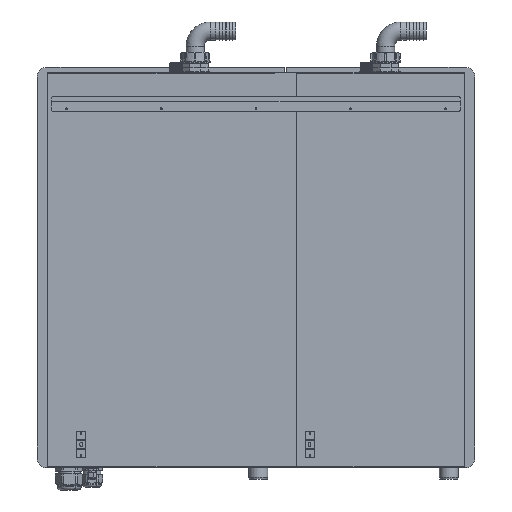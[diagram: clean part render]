
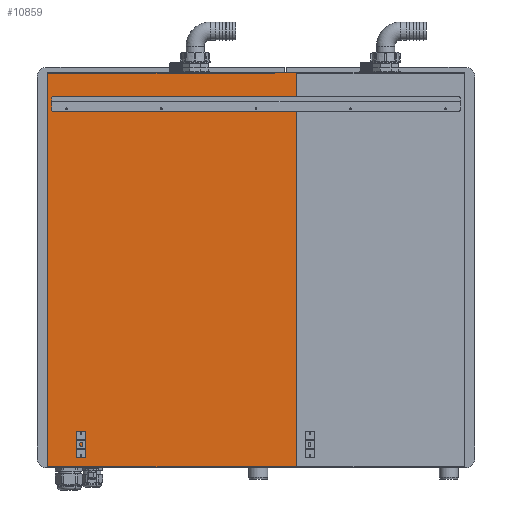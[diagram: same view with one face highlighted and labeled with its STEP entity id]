
A CAD part, left-side view. The second image highlights one B-rep face of the part: STEP entity #10859.
In plain terms, the highlighted planar face has unit normal (-1, 0, 0).
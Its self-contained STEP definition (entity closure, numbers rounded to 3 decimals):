
#463=DIRECTION('',(0.,0.,-1.));
#464=VECTOR('',#463,14.9);
#465=CARTESIAN_POINT('',(-181.5,250.5,-271.65));
#466=LINE('',#465,#464);
#467=DIRECTION('',(0.,-1.,0.));
#468=VECTOR('',#467,20.);
#469=CARTESIAN_POINT('',(-181.5,250.5,-286.55));
#470=LINE('',#469,#468);
#471=DIRECTION('',(0.,0.,-1.));
#472=VECTOR('',#471,14.9);
#473=CARTESIAN_POINT('',(-181.5,230.5,-271.65));
#474=LINE('',#473,#472);
#475=CARTESIAN_POINT('',(-181.5,232.5,-271.65));
#476=DIRECTION('',(-1.,0.,0.));
#477=DIRECTION('',(0.,-1.,0.));
#478=AXIS2_PLACEMENT_3D('',#475,#476,#477);
#480=DIRECTION('',(0.,-1.,0.));
#481=VECTOR('',#480,16.);
#482=CARTESIAN_POINT('',(-181.5,248.5,-269.65));
#483=LINE('',#482,#481);
#484=CARTESIAN_POINT('',(-181.5,248.5,-271.65));
#485=DIRECTION('',(-1.,0.,0.));
#486=DIRECTION('',(0.,0.,1.));
#487=AXIS2_PLACEMENT_3D('',#484,#485,#486);
#489=DIRECTION('',(0.,0.,-1.));
#490=VECTOR('',#489,14.9);
#491=CARTESIAN_POINT('',(-181.5,250.5,-306.75));
#492=LINE('',#491,#490);
#493=CARTESIAN_POINT('',(-181.5,248.5,-321.65));
#494=DIRECTION('',(-1.,0.,0.));
#495=DIRECTION('',(0.,1.,0.));
#496=AXIS2_PLACEMENT_3D('',#493,#494,#495);
#498=DIRECTION('',(0.,-1.,0.));
#499=VECTOR('',#498,16.);
#500=CARTESIAN_POINT('',(-181.5,248.5,-323.65));
#501=LINE('',#500,#499);
#502=CARTESIAN_POINT('',(-181.5,232.5,-321.65));
#503=DIRECTION('',(-1.,0.,0.));
#504=DIRECTION('',(0.,0.,-1.));
#505=AXIS2_PLACEMENT_3D('',#502,#503,#504);
#507=DIRECTION('',(0.,0.,-1.));
#508=VECTOR('',#507,14.9);
#509=CARTESIAN_POINT('',(-181.5,230.5,-306.75));
#510=LINE('',#509,#508);
#511=DIRECTION('',(0.,-1.,0.));
#512=VECTOR('',#511,20.);
#513=CARTESIAN_POINT('',(-181.5,250.5,-306.75));
#514=LINE('',#513,#512);
#535=DIRECTION('',(0.,1.,0.));
#536=VECTOR('',#535,47.);
#537=CARTESIAN_POINT('',(-181.5,-214.5,-343.9));
#538=LINE('',#537,#536);
#539=DIRECTION('',(0.,0.,-1.));
#540=VECTOR('',#539,0.2);
#541=CARTESIAN_POINT('',(-181.5,-167.5,-343.7));
#542=LINE('',#541,#540);
#543=DIRECTION('',(0.,1.,0.));
#544=VECTOR('',#543,478.9);
#545=CARTESIAN_POINT('',(-181.5,-167.5,-343.7));
#546=LINE('',#545,#544);
#547=DIRECTION('',(0.,0.,1.));
#548=VECTOR('',#547,830.5);
#549=CARTESIAN_POINT('',(-181.5,311.4,-343.7));
#550=LINE('',#549,#548);
#551=DIRECTION('',(0.,1.,0.));
#552=VECTOR('',#551,478.9);
#553=CARTESIAN_POINT('',(-181.5,-167.5,486.8));
#554=LINE('',#553,#552);
#555=DIRECTION('',(0.,0.,-1.));
#556=VECTOR('',#555,1.2);
#557=CARTESIAN_POINT('',(-181.5,-167.5,488.));
#558=LINE('',#557,#556);
#976=DIRECTION('',(0.,0.,-1.));
#977=VECTOR('',#976,831.9);
#978=CARTESIAN_POINT('',(-181.5,-214.5,488.));
#979=LINE('',#978,#977);
#980=DIRECTION('',(0.,-1.,0.));
#981=VECTOR('',#980,47.);
#982=CARTESIAN_POINT('',(-181.5,-167.5,488.));
#983=LINE('',#982,#981);
#8281=CARTESIAN_POINT('',(-181.5,311.4,-343.7));
#8282=CARTESIAN_POINT('',(-181.5,311.4,486.8));
#8283=VERTEX_POINT('',#8281);
#8284=VERTEX_POINT('',#8282);
#8453=CARTESIAN_POINT('',(-181.5,250.5,-271.65));
#8454=CARTESIAN_POINT('',(-181.5,250.5,-286.55));
#8455=VERTEX_POINT('',#8453);
#8456=VERTEX_POINT('',#8454);
#8457=CARTESIAN_POINT('',(-181.5,248.5,-269.65));
#8458=CARTESIAN_POINT('',(-181.5,232.5,-269.65));
#8459=VERTEX_POINT('',#8457);
#8460=VERTEX_POINT('',#8458);
#8461=CARTESIAN_POINT('',(-181.5,230.5,-271.65));
#8462=CARTESIAN_POINT('',(-181.5,230.5,-286.55));
#8463=VERTEX_POINT('',#8461);
#8464=VERTEX_POINT('',#8462);
#8465=CARTESIAN_POINT('',(-181.5,250.5,-306.75));
#8466=CARTESIAN_POINT('',(-181.5,250.5,-321.65));
#8467=VERTEX_POINT('',#8465);
#8468=VERTEX_POINT('',#8466);
#8469=CARTESIAN_POINT('',(-181.5,230.5,-306.75));
#8470=CARTESIAN_POINT('',(-181.5,230.5,-321.65));
#8471=VERTEX_POINT('',#8469);
#8472=VERTEX_POINT('',#8470);
#8473=CARTESIAN_POINT('',(-181.5,248.5,-323.65));
#8474=CARTESIAN_POINT('',(-181.5,232.5,-323.65));
#8475=VERTEX_POINT('',#8473);
#8476=VERTEX_POINT('',#8474);
#8884=CARTESIAN_POINT('',(-181.5,-167.5,488.));
#8885=CARTESIAN_POINT('',(-181.5,-214.5,488.));
#8886=VERTEX_POINT('',#8884);
#8887=VERTEX_POINT('',#8885);
#8900=CARTESIAN_POINT('',(-181.5,-167.5,486.8));
#8901=VERTEX_POINT('',#8900);
#8902=CARTESIAN_POINT('',(-181.5,-167.5,-343.7));
#8903=VERTEX_POINT('',#8902);
#8905=CARTESIAN_POINT('',(-181.5,-167.5,-343.9));
#8907=VERTEX_POINT('',#8905);
#8908=CARTESIAN_POINT('',(-181.5,-214.5,-343.9));
#8909=VERTEX_POINT('',#8908);
#10811=CARTESIAN_POINT('',(-181.5,312.6,488.));
#10812=DIRECTION('',(-1.,0.,0.));
#10813=DIRECTION('',(0.,0.,-1.));
#10814=AXIS2_PLACEMENT_3D('',#10811,#10812,#10813);
#10815=PLANE('',#10814);
#10817=ORIENTED_EDGE('',*,*,#10816,.T.);
#10818=ORIENTED_EDGE('',*,*,#10750,.F.);
#10820=ORIENTED_EDGE('',*,*,#10819,.T.);
#10822=ORIENTED_EDGE('',*,*,#10821,.T.);
#10823=ORIENTED_EDGE('',*,*,#10777,.F.);
#10824=ORIENTED_EDGE('',*,*,#10733,.F.);
#10826=ORIENTED_EDGE('',*,*,#10825,.T.);
#10828=ORIENTED_EDGE('',*,*,#10827,.T.);
#10829=EDGE_LOOP('',(#10817,#10818,#10820,#10822,#10823,#10824,#10826,#10828));
#10830=FACE_OUTER_BOUND('',#10829,.F.);
#10832=ORIENTED_EDGE('',*,*,#10831,.T.);
#10834=ORIENTED_EDGE('',*,*,#10833,.T.);
#10836=ORIENTED_EDGE('',*,*,#10835,.F.);
#10838=ORIENTED_EDGE('',*,*,#10837,.T.);
#10840=ORIENTED_EDGE('',*,*,#10839,.F.);
#10842=ORIENTED_EDGE('',*,*,#10841,.T.);
#10843=EDGE_LOOP('',(#10832,#10834,#10836,#10838,#10840,#10842));
#10844=FACE_BOUND('',#10843,.F.);
#10846=ORIENTED_EDGE('',*,*,#10845,.T.);
#10848=ORIENTED_EDGE('',*,*,#10847,.T.);
#10850=ORIENTED_EDGE('',*,*,#10849,.T.);
#10852=ORIENTED_EDGE('',*,*,#10851,.T.);
#10854=ORIENTED_EDGE('',*,*,#10853,.F.);
#10856=ORIENTED_EDGE('',*,*,#10855,.F.);
#10857=EDGE_LOOP('',(#10846,#10848,#10850,#10852,#10854,#10856));
#10858=FACE_BOUND('',#10857,.F.);
#479=CIRCLE('',#478,2.);
#488=CIRCLE('',#487,2.);
#497=CIRCLE('',#496,2.);
#506=CIRCLE('',#505,2.);
#10733=EDGE_CURVE('',#8886,#8901,#558,.T.);
#10750=EDGE_CURVE('',#8903,#8907,#542,.T.);
#10777=EDGE_CURVE('',#8901,#8284,#554,.T.);
#10816=EDGE_CURVE('',#8909,#8907,#538,.T.);
#10819=EDGE_CURVE('',#8903,#8283,#546,.T.);
#10821=EDGE_CURVE('',#8283,#8284,#550,.T.);
#10825=EDGE_CURVE('',#8886,#8887,#983,.T.);
#10827=EDGE_CURVE('',#8887,#8909,#979,.T.);
#10831=EDGE_CURVE('',#8455,#8456,#466,.T.);
#10833=EDGE_CURVE('',#8456,#8464,#470,.T.);
#10835=EDGE_CURVE('',#8463,#8464,#474,.T.);
#10837=EDGE_CURVE('',#8463,#8460,#479,.T.);
#10839=EDGE_CURVE('',#8459,#8460,#483,.T.);
#10841=EDGE_CURVE('',#8459,#8455,#488,.T.);
#10845=EDGE_CURVE('',#8467,#8468,#492,.T.);
#10847=EDGE_CURVE('',#8468,#8475,#497,.T.);
#10849=EDGE_CURVE('',#8475,#8476,#501,.T.);
#10851=EDGE_CURVE('',#8476,#8472,#506,.T.);
#10853=EDGE_CURVE('',#8471,#8472,#510,.T.);
#10855=EDGE_CURVE('',#8467,#8471,#514,.T.);
#10859=ADVANCED_FACE('',(#10830,#10844,#10858),#10815,.T.);
